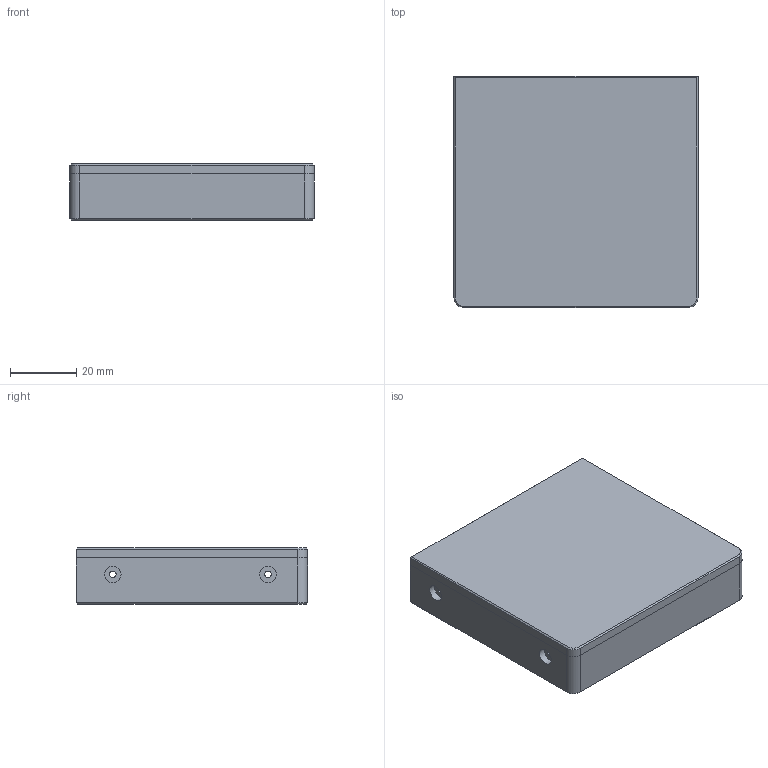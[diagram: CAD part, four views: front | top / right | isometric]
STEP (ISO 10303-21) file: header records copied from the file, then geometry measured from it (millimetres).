
FILE_DESCRIPTION(/* description */ (''),/* implementation_level */ '2;1');
FILE_NAME(/* name */ 'custom brick.step',/* time_stamp */ '2022-07-03T00:49:42+08:00',/* author */ (''),/* organization */ (''),/* preprocessor_version */ 'ST-DEVELOPER v19',/* originating_system */ 'Autodesk Translation Framework v11.7.0.108',/* authorisation */ '');
FILE_SCHEMA (('AUTOMOTIVE_DESIGN { 1 0 10303 214 3 1 1 }'));
Length unit declared in the file: millimetre
Products named in the file (3): 604 custom brick; top cover (2); magmount (1)
Assembly tree (2 placements, depth 2):
  604 custom brick
    top cover (2)
    magmount (1)
Bounding box: 74 x 70 x 17 mm (x, y, z)
Volume: 47096 mm3; surface area: 33904.3 mm2
Topology: 3 solids, 3 shells, 172 faces, 432 edges, 280 vertices
Faces by surface type: plane 105, cylinder 57, cone 10
Full cylindrical faces by diameter (mm): 2 x6, 3 x2, 5 x4, 8.5 x8, 10.5 x2
Entity records: 5282 total; most frequent: DIRECTION 920, CARTESIAN_POINT 889, ORIENTED_EDGE 864, EDGE_CURVE 432, AXIS2_PLACEMENT_3D 311, LINE 298, VECTOR 298, VERTEX_POINT 280
